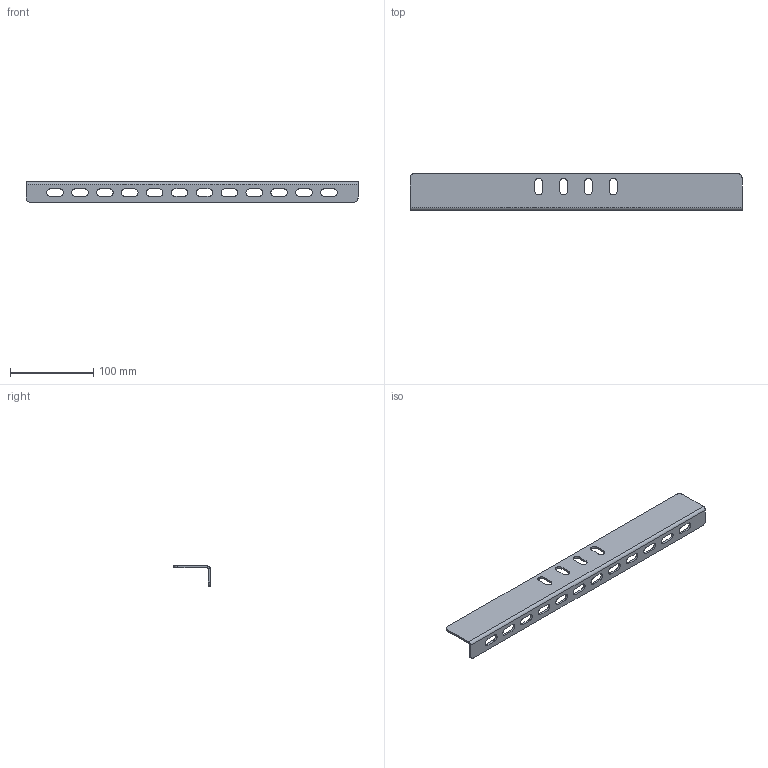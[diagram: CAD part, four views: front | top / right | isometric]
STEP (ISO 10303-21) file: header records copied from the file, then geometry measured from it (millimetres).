
FILE_DESCRIPTION (( 'STEP AP214' ), '1' );
FILE_NAME ('CLM40D-PSUL-H50.STEP', '2021-03-08T15:24:01', ( '' ), ( '' ), 'SwSTEP 2.0', 'SolidWorks 2017', '' );
FILE_SCHEMA (( 'AUTOMOTIVE_DESIGN' ));
Length unit declared in the file: millimetre
Products named in the file (1): CLM40D-PSUL-H50
Bounding box: 400 x 44 x 24.5 mm (x, y, z)
Volume: 58476 mm3; surface area: 51095.4 mm2
Topology: 1 solids, 1 shells, 82 faces, 232 edges, 152 vertices
Faces by surface type: plane 44, cylinder 38
Entity records: 2766 total; most frequent: DIRECTION 474, CARTESIAN_POINT 467, ORIENTED_EDGE 464, EDGE_CURVE 232, AXIS2_PLACEMENT_3D 159, VECTOR 156, LINE 156, VERTEX_POINT 152
